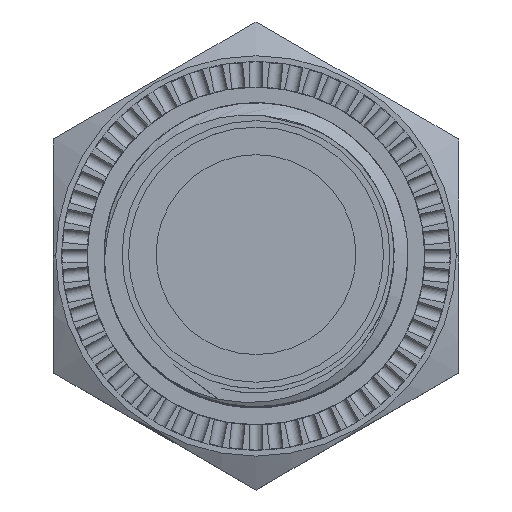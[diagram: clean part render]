
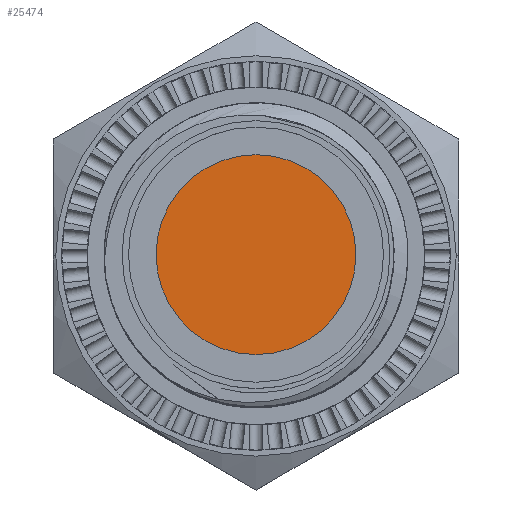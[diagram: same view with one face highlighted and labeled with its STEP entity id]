
A CAD part, top view. The second image highlights one B-rep face of the part: STEP entity #25474.
In plain terms, the highlighted planar face has unit normal (0, 0, 1).
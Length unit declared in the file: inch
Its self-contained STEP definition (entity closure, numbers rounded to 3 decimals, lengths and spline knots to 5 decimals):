
#260 = DIRECTION ( 'NONE',  ( 1., 0., 0. ) ) ;
#2376 = CIRCLE ( 'NONE', #25142, 0.23306 ) ;
#4350 = CARTESIAN_POINT ( 'NONE',  ( -0.23306, 0., 0.38565 ) ) ;
#4399 = VERTEX_POINT ( 'NONE', #24431 ) ;
#5065 = EDGE_CURVE ( 'NONE', #13846, #4399, #23355, .T. ) ;
#5370 = EDGE_CURVE ( 'NONE', #4399, #13846, #2376, .T. ) ;
#6319 = ORIENTED_EDGE ( 'NONE', *, *, #5370, .T. ) ;
#6587 = DIRECTION ( 'NONE',  ( 0., 0., 1. ) ) ;
#6787 = CARTESIAN_POINT ( 'NONE',  ( 0., 0., 0.38565 ) ) ;
#11773 = AXIS2_PLACEMENT_3D ( 'NONE', #6787, #14983, #24937 ) ;
#12363 = PLANE ( 'NONE',  #14172 ) ;
#13846 = VERTEX_POINT ( 'NONE', #4350 ) ;
#14172 = AXIS2_PLACEMENT_3D ( 'NONE', #24871, #6587, #260 ) ;
#14983 = DIRECTION ( 'NONE',  ( 0., 0., 1. ) ) ;
#15090 = DIRECTION ( 'NONE',  ( 0., 0., 1. ) ) ;
#16265 = FACE_OUTER_BOUND ( 'NONE', #20651, .T. ) ;
#20651 = EDGE_LOOP ( 'NONE', ( #6319, #25681 ) ) ;
#23281 = DIRECTION ( 'NONE',  ( 1., 0., 0. ) ) ;
#23355 = CIRCLE ( 'NONE', #11773, 0.23306 ) ;
#24431 = CARTESIAN_POINT ( 'NONE',  ( 0.23306, 0., 0.38565 ) ) ;
#24871 = CARTESIAN_POINT ( 'NONE',  ( 0., 0., 0.38565 ) ) ;
#24937 = DIRECTION ( 'NONE',  ( 1., 0., 0. ) ) ;
#25142 = AXIS2_PLACEMENT_3D ( 'NONE', #25301, #15090, #23281 ) ;
#25301 = CARTESIAN_POINT ( 'NONE',  ( 0., 0., 0.38565 ) ) ;
#25474 = ADVANCED_FACE ( 'NONE', ( #16265 ), #12363, .T. ) ;
#25681 = ORIENTED_EDGE ( 'NONE', *, *, #5065, .T. ) ;
